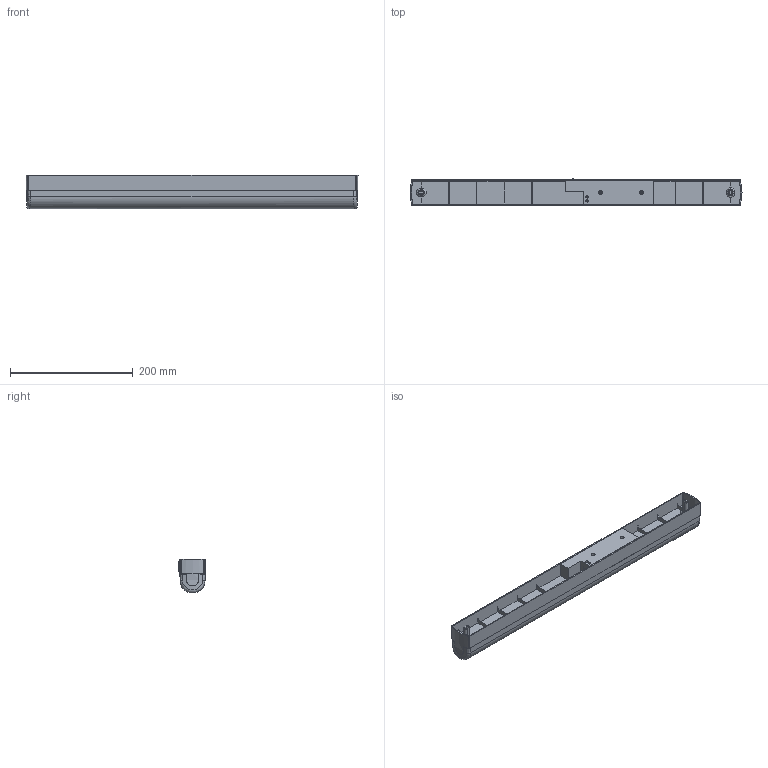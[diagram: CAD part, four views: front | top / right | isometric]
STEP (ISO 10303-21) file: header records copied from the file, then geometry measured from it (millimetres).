
FILE_DESCRIPTION (( 'STEP AP203' ), '1' );
FILE_NAME ('LLPO0-2003-1-13-K01 Ñâåòèëüíèê ËÏÎ2003 13Âò 230Â T5_G5 ÈÝÊ.STEP', '2017-06-28T13:40:17', ( '' ), ( '' ), 'SwSTEP 2.0', 'SolidWorks 2014', '' );
FILE_SCHEMA (( 'CONFIG_CONTROL_DESIGN' ));
Length unit declared in the file: millimetre
Products named in the file (1): LLPO0-2003-1-13-K01 Ñâåòèëüíèê ËÏÎ2003 13Âò 230Â T5_G5 ÈÝÊ
Bounding box: 540 x 43.77 x 54.97 mm (x, y, z)
Volume: 726656.2 mm3; surface area: 150380.8 mm2
Topology: 1 solids, 1 shells, 267 faces, 702 edges, 454 vertices
Faces by surface type: plane 192, cylinder 45, bspline 14, torus 8, cone 6, sphere 2
Full cylindrical faces by diameter (mm): 2 x2, 3 x2, 4 x2, 4.2 x2, 6 x2
Entity records: 9186 total; most frequent: CARTESIAN_POINT 2671, ORIENTED_EDGE 1374, DIRECTION 1241, EDGE_CURVE 687, VECTOR 509, LINE 509, VERTEX_POINT 450, AXIS2_PLACEMENT_3D 366
